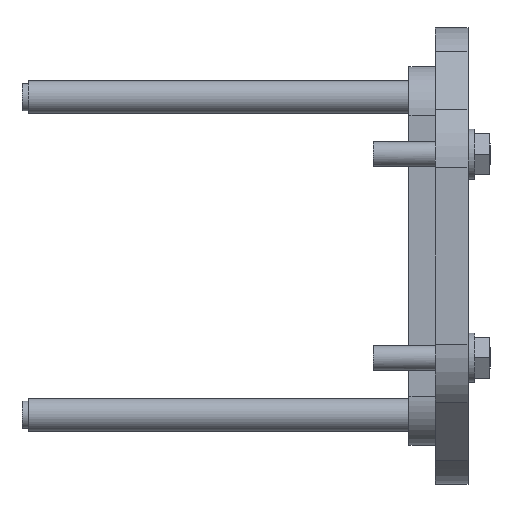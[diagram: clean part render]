
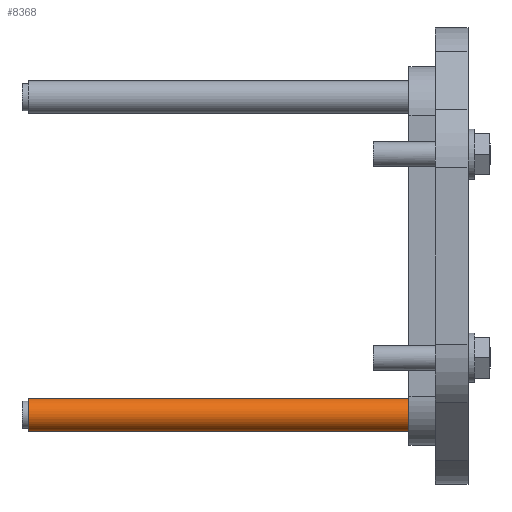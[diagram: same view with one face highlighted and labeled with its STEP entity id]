
A CAD part, left-side view. The second image highlights one B-rep face of the part: STEP entity #8368.
In plain terms, the highlighted free-form (B-spline) face has degree [2, 1] with [7, 2] control points.
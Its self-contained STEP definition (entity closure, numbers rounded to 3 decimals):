
#8293=CARTESIAN_POINT('V152',(-57.,99.8,
   -39.));
#8294=VERTEX_POINT('V152',#8293);
#8295=CARTESIAN_POINT('E226',(-57.0,99.8,
   -39.));
#8296=CARTESIAN_POINT('E226',(-57.0,99.8,
   -32.072));
#8297=CARTESIAN_POINT('E226',(-63.0,99.8,
   -35.536));
#8298=CARTESIAN_POINT('E226',(-69.0,99.8,
   -39.));
#8299=CARTESIAN_POINT('E226',(-63.0,99.8,
   -42.464));
#8300=CARTESIAN_POINT('E226',(-57.0,99.8,
   -45.928));
#8301=CARTESIAN_POINT('E226',(-57.0,99.8,
   -39.));
#8309=(BOUNDED_CURVE()B_SPLINE_CURVE(2,(#8295,#8296,#8297,#8298,
   #8299,#8300,#8301),.CIRCULAR_ARC.,.T.,.U.)
   B_SPLINE_CURVE_WITH_KNOTS((3,2,2,3),(0.0,0.333,
   0.667,1.0),.UNSPECIFIED.)CURVE()
   GEOMETRIC_REPRESENTATION_ITEM()RATIONAL_B_SPLINE_CURVE((1.0,
   0.5,1.0,0.5,1.0,0.5,1.0)
   )REPRESENTATION_ITEM('E226'));
#8310=EDGE_CURVE('E226',#8294,#8294,#8309,.T.);
#8318=CARTESIAN_POINT('F102',(-57.0,101.5,
   -39.));
#8319=CARTESIAN_POINT('F102',(-57.0,101.5,
   -32.072));
#8320=CARTESIAN_POINT('F102',(-63.0,101.5,
   -35.536));
#8321=CARTESIAN_POINT('F102',(-69.0,101.5,
   -39.));
#8322=CARTESIAN_POINT('F102',(-63.0,101.5,
   -42.464));
#8323=CARTESIAN_POINT('F102',(-57.0,101.5,
   -45.928));
#8324=CARTESIAN_POINT('F102',(-57.0,101.5,
   -39.));
#8325=CARTESIAN_POINT('F102',(-57.0,6.5,
   -39.));
#8326=CARTESIAN_POINT('F102',(-57.0,6.5,
   -32.072));
#8327=CARTESIAN_POINT('F102',(-63.0,6.5,
   -35.536));
#8328=CARTESIAN_POINT('F102',(-69.0,6.5,
   -39.));
#8329=CARTESIAN_POINT('F102',(-63.0,6.5,
   -42.464));
#8330=CARTESIAN_POINT('F102',(-57.0,6.5,
   -45.928));
#8331=CARTESIAN_POINT('F102',(-57.0,6.5,
   -39.));
#8339=(BOUNDED_SURFACE()B_SPLINE_SURFACE(2,1,((#8318,#8325),(
   #8319,#8326),(#8320,#8327),(#8321,#8328),(#8322,#8329),(
   #8323,#8330),(#8324,#8331)),.CYLINDRICAL_SURF.,.T.,.F.,.U.)
   B_SPLINE_SURFACE_WITH_KNOTS((3,2,2,3),(2,2),(0.0,
   0.333,0.667,1.0),(0.0,2.285),
   .UNSPECIFIED.)GEOMETRIC_REPRESENTATION_ITEM()
   RATIONAL_B_SPLINE_SURFACE(((1.0,1.0),(0.5,
   0.5),(1.0,1.0),(0.5,
   0.5),(1.0,1.0),(0.5,
   0.5),(1.0,1.0)))REPRESENTATION_ITEM('F102')
   SURFACE());
#8340=ORIENTED_EDGE('F96',*,*,#8310,.T.);
#8341=CARTESIAN_POINT('V47',(-57.0,6.5,
   -39.));
#8342=VERTEX_POINT('V47',#8341);
#8343=CARTESIAN_POINT('E234',(-57.0,6.5,
   -39.));
#8344=CARTESIAN_POINT('E234',(-57.0,99.8,
   -39.));
#8345=B_SPLINE_CURVE_WITH_KNOTS('E234',1,(#8343,#8344),
   .POLYLINE_FORM.,.F.,.U.,(2,2),(0.0,0.982),
   .UNSPECIFIED.);
#8346=EDGE_CURVE('E234',#8342,#8294,#8345,.T.);
#8347=ORIENTED_EDGE('E234',*,*,#8346,.F.);
#8348=CARTESIAN_POINT('E63',(-57.0,6.5,
   -39.));
#8349=CARTESIAN_POINT('E63',(-57.0,6.5,
   -32.072));
#8350=CARTESIAN_POINT('E63',(-63.0,6.5,
   -35.536));
#8351=CARTESIAN_POINT('E63',(-69.0,6.5,
   -39.));
#8352=CARTESIAN_POINT('E63',(-63.0,6.5,
   -42.464));
#8353=CARTESIAN_POINT('E63',(-57.0,6.5,
   -45.928));
#8354=CARTESIAN_POINT('E63',(-57.0,6.5,
   -39.));
#8362=(BOUNDED_CURVE()B_SPLINE_CURVE(2,(#8348,#8349,#8350,#8351,
   #8352,#8353,#8354),.CIRCULAR_ARC.,.T.,.U.)
   B_SPLINE_CURVE_WITH_KNOTS((3,2,2,3),(0.0,0.333,
   0.667,1.0),.UNSPECIFIED.)CURVE()
   GEOMETRIC_REPRESENTATION_ITEM()RATIONAL_B_SPLINE_CURVE((1.0,
   0.5,1.0,0.5,1.0,0.5,1.0)
   )REPRESENTATION_ITEM('E63'));
#8363=EDGE_CURVE('E63',#8342,#8342,#8362,.T.);
#8364=ORIENTED_EDGE('E63',*,*,#8363,.F.);
#8365=ORIENTED_EDGE('E234',*,*,#8346,.T.);
#8366=EDGE_LOOP('F102',(#8340,#8347,#8364,#8365));
#8367=FACE_OUTER_BOUND('F102',#8366,.T.);
#8368=ADVANCED_FACE('F102',(#8367),#8339,.T.);
